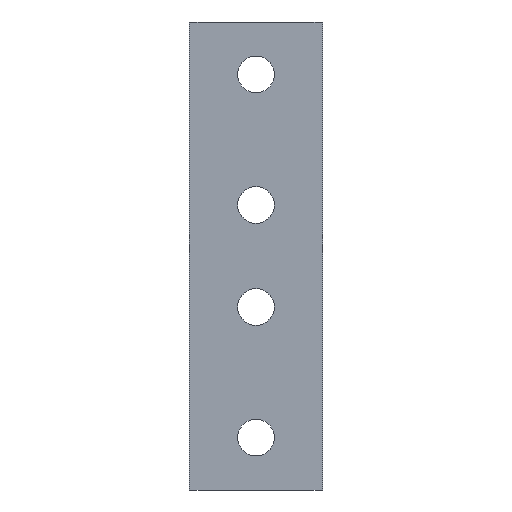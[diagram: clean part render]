
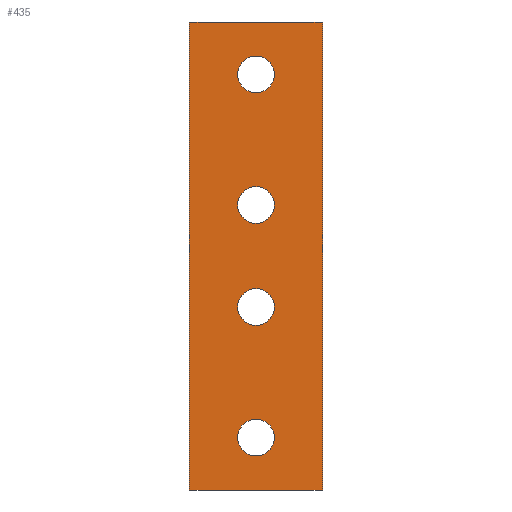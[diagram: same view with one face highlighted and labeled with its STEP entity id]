
A CAD part, front view. The second image highlights one B-rep face of the part: STEP entity #435.
In plain terms, the highlighted planar face has unit normal (0, -1, 0).
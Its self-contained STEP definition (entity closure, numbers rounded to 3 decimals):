
#23=FACE_BOUND('',#68,.T.);
#24=FACE_BOUND('',#69,.T.);
#25=FACE_BOUND('',#70,.T.);
#26=FACE_BOUND('',#71,.T.);
#31=CIRCLE('',#485,6.75);
#32=CIRCLE('',#486,6.75);
#33=CIRCLE('',#487,6.75);
#34=CIRCLE('',#488,6.75);
#41=FACE_OUTER_BOUND('',#67,.T.);
#67=EDGE_LOOP('',(#331,#332,#333,#334,#335,#336,#337,#338));
#68=EDGE_LOOP('',(#339));
#69=EDGE_LOOP('',(#340));
#70=EDGE_LOOP('',(#341));
#71=EDGE_LOOP('',(#342));
#89=LINE('',#626,#141);
#108=LINE('',#672,#160);
#116=LINE('',#688,#168);
#117=LINE('',#690,#169);
#118=LINE('',#691,#170);
#119=LINE('',#693,#171);
#120=LINE('',#695,#172);
#121=LINE('',#696,#173);
#141=VECTOR('',#510,10.);
#160=VECTOR('',#545,10.);
#168=VECTOR('',#557,10.);
#169=VECTOR('',#558,10.);
#170=VECTOR('',#559,10.);
#171=VECTOR('',#560,10.);
#172=VECTOR('',#561,10.);
#173=VECTOR('',#562,10.);
#193=VERTEX_POINT('',#623);
#194=VERTEX_POINT('',#625);
#212=VERTEX_POINT('',#669);
#213=VERTEX_POINT('',#671);
#219=VERTEX_POINT('',#687);
#220=VERTEX_POINT('',#689);
#221=VERTEX_POINT('',#692);
#222=VERTEX_POINT('',#694);
#223=VERTEX_POINT('',#697);
#224=VERTEX_POINT('',#699);
#225=VERTEX_POINT('',#701);
#226=VERTEX_POINT('',#703);
#233=EDGE_CURVE('',#193,#194,#89,.T.);
#256=EDGE_CURVE('',#212,#213,#108,.T.);
#264=EDGE_CURVE('',#193,#219,#116,.T.);
#265=EDGE_CURVE('',#219,#220,#117,.T.);
#266=EDGE_CURVE('',#213,#220,#118,.T.);
#267=EDGE_CURVE('',#212,#221,#119,.T.);
#268=EDGE_CURVE('',#221,#222,#120,.T.);
#269=EDGE_CURVE('',#194,#222,#121,.T.);
#270=EDGE_CURVE('',#223,#223,#31,.T.);
#271=EDGE_CURVE('',#224,#224,#32,.T.);
#272=EDGE_CURVE('',#225,#225,#33,.T.);
#273=EDGE_CURVE('',#226,#226,#34,.T.);
#331=ORIENTED_EDGE('',*,*,#233,.F.);
#332=ORIENTED_EDGE('',*,*,#264,.T.);
#333=ORIENTED_EDGE('',*,*,#265,.T.);
#334=ORIENTED_EDGE('',*,*,#266,.F.);
#335=ORIENTED_EDGE('',*,*,#256,.F.);
#336=ORIENTED_EDGE('',*,*,#267,.T.);
#337=ORIENTED_EDGE('',*,*,#268,.T.);
#338=ORIENTED_EDGE('',*,*,#269,.F.);
#339=ORIENTED_EDGE('',*,*,#270,.T.);
#340=ORIENTED_EDGE('',*,*,#271,.T.);
#341=ORIENTED_EDGE('',*,*,#272,.T.);
#342=ORIENTED_EDGE('',*,*,#273,.T.);
#417=PLANE('',#484);
#435=ADVANCED_FACE('',(#41,#23,#24,#25,#26),#417,.F.);
#484=AXIS2_PLACEMENT_3D('',#686,#555,#556);
#485=AXIS2_PLACEMENT_3D('',#698,#563,#564);
#486=AXIS2_PLACEMENT_3D('',#700,#565,#566);
#487=AXIS2_PLACEMENT_3D('',#702,#567,#568);
#488=AXIS2_PLACEMENT_3D('',#704,#569,#570);
#510=DIRECTION('',(1.,0.,0.));
#545=DIRECTION('',(-1.,0.,0.));
#555=DIRECTION('center_axis',(0.,1.,0.));
#556=DIRECTION('ref_axis',(0.,0.,1.));
#557=DIRECTION('',(-1.,0.,0.));
#558=DIRECTION('',(-1.,0.,0.));
#559=DIRECTION('',(0.,0.,1.));
#560=DIRECTION('',(1.,0.,0.));
#561=DIRECTION('',(1.,0.,0.));
#562=DIRECTION('',(0.,0.,-1.));
#563=DIRECTION('center_axis',(0.,1.,0.));
#564=DIRECTION('ref_axis',(-1.,0.,0.));
#565=DIRECTION('center_axis',(0.,1.,0.));
#566=DIRECTION('ref_axis',(-1.,0.,0.));
#567=DIRECTION('center_axis',(0.,1.,0.));
#568=DIRECTION('ref_axis',(-1.,0.,0.));
#569=DIRECTION('center_axis',(0.,1.,0.));
#570=DIRECTION('ref_axis',(-1.,0.,0.));
#623=CARTESIAN_POINT('',(-4.,0.,0.));
#625=CARTESIAN_POINT('',(0.,0.,0.));
#626=CARTESIAN_POINT('',(-35.75,0.,0.));
#669=CARTESIAN_POINT('',(-45.,0.,-172.));
#671=CARTESIAN_POINT('',(-49.,0.,-172.));
#672=CARTESIAN_POINT('',(-13.25,0.,-172.));
#686=CARTESIAN_POINT('Origin',(-24.5,0.,-86.));
#687=CARTESIAN_POINT('',(-45.,0.,0.));
#688=CARTESIAN_POINT('',(0.,0.,0.));
#689=CARTESIAN_POINT('',(-49.,0.,0.));
#690=CARTESIAN_POINT('',(-35.75,0.,0.));
#691=CARTESIAN_POINT('',(-49.,0.,-86.));
#692=CARTESIAN_POINT('',(-4.,0.,-172.));
#693=CARTESIAN_POINT('',(-49.,0.,-172.));
#694=CARTESIAN_POINT('',(0.,0.,-172.));
#695=CARTESIAN_POINT('',(-13.25,0.,-172.));
#696=CARTESIAN_POINT('',(0.,0.,-86.));
#697=CARTESIAN_POINT('',(-17.75,0.,-67.25));
#698=CARTESIAN_POINT('Origin',(-24.5,0.,-67.25));
#699=CARTESIAN_POINT('',(-17.75,0.,-152.75));
#700=CARTESIAN_POINT('Origin',(-24.5,0.,-152.75));
#701=CARTESIAN_POINT('',(-17.75,0.,-104.75));
#702=CARTESIAN_POINT('Origin',(-24.5,0.,-104.75));
#703=CARTESIAN_POINT('',(-17.75,0.,-19.25));
#704=CARTESIAN_POINT('Origin',(-24.5,0.,-19.25));
